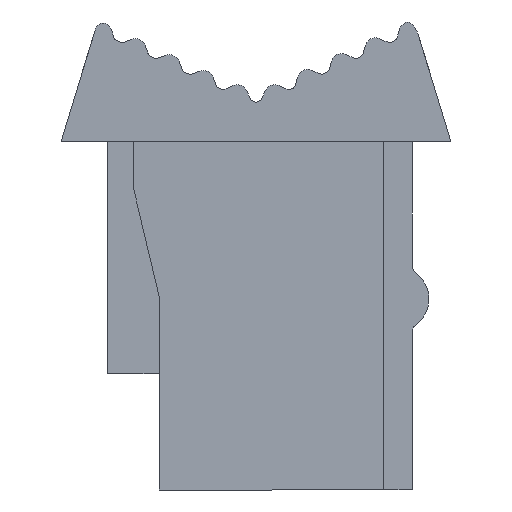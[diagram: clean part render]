
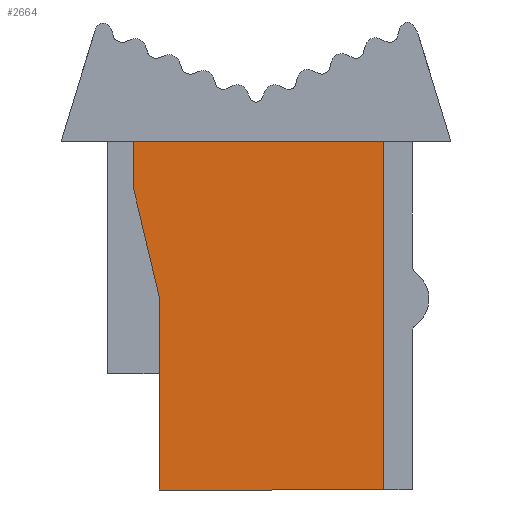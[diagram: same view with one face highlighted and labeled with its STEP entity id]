
A CAD part, left-side view. The second image highlights one B-rep face of the part: STEP entity #2664.
In plain terms, the highlighted planar face has unit normal (-1, 0, 0).
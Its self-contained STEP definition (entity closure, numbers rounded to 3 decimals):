
#2628=AXIS2_PLACEMENT_3D('Plane Axis2P3D',#2625,#2626,#2627) ;
#1965=CARTESIAN_POINT('Vertex',(0.65,12.3,13.5)) ;
#1968=CARTESIAN_POINT('Line Origine',(0.65,7.45,13.5)) ;
#1972=CARTESIAN_POINT('Vertex',(0.65,2.6,13.5)) ;
#2609=CARTESIAN_POINT('Vertex',(0.65,12.3,11.7)) ;
#2612=CARTESIAN_POINT('Line Origine',(0.65,12.3,12.6)) ;
#2625=CARTESIAN_POINT('Axis2P3D Location',(0.65,6.5,13.5)) ;
#2630=CARTESIAN_POINT('Line Origine',(0.65,2.6,6.75)) ;
#2634=CARTESIAN_POINT('Vertex',(0.65,2.6,0.)) ;
#2637=CARTESIAN_POINT('Line Origine',(0.65,11.8,9.6)) ;
#2641=CARTESIAN_POINT('Vertex',(0.65,11.3,7.5)) ;
#2644=CARTESIAN_POINT('Line Origine',(0.65,11.3,3.75)) ;
#2648=CARTESIAN_POINT('Vertex',(0.65,11.3,0.)) ;
#2651=CARTESIAN_POINT('Line Origine',(0.65,6.95,0.)) ;
#1969=DIRECTION('Vector Direction',(0.,-1.,0.)) ;
#2613=DIRECTION('Vector Direction',(0.,0.,-1.)) ;
#2626=DIRECTION('Axis2P3D Direction',(1.,0.,-0.)) ;
#2627=DIRECTION('Axis2P3D XDirection',(0.,0.,1.)) ;
#2631=DIRECTION('Vector Direction',(0.,0.,-1.)) ;
#2638=DIRECTION('Vector Direction',(0.,-0.232,-0.973)) ;
#2645=DIRECTION('Vector Direction',(0.,0.,1.)) ;
#2652=DIRECTION('Vector Direction',(0.,1.,0.)) ;
#1970=VECTOR('Line Direction',#1969,1.) ;
#2614=VECTOR('Line Direction',#2613,1.) ;
#2632=VECTOR('Line Direction',#2631,1.) ;
#2639=VECTOR('Line Direction',#2638,1.) ;
#2646=VECTOR('Line Direction',#2645,1.) ;
#2653=VECTOR('Line Direction',#2652,1.) ;
#2657=ORIENTED_EDGE('',*,*,#2636,.F.) ;
#2658=ORIENTED_EDGE('',*,*,#1974,.F.) ;
#2659=ORIENTED_EDGE('',*,*,#2616,.F.) ;
#2660=ORIENTED_EDGE('',*,*,#2643,.F.) ;
#2661=ORIENTED_EDGE('',*,*,#2650,.F.) ;
#2662=ORIENTED_EDGE('',*,*,#2655,.F.) ;
#2664=ADVANCED_FACE('66462_APGPC_4',(#2663),#2629,.F.) ;
#1974=EDGE_CURVE('',#1966,#1973,#1971,.T.) ;
#2616=EDGE_CURVE('',#2610,#1966,#2615,.F.) ;
#2636=EDGE_CURVE('',#1973,#2635,#2633,.T.) ;
#2643=EDGE_CURVE('',#2642,#2610,#2640,.F.) ;
#2650=EDGE_CURVE('',#2649,#2642,#2647,.T.) ;
#2655=EDGE_CURVE('',#2635,#2649,#2654,.T.) ;
#2656=EDGE_LOOP('',(#2657,#2658,#2659,#2660,#2661,#2662)) ;
#2663=FACE_OUTER_BOUND('',#2656,.T.) ;
#1971=LINE('Line',#1968,#1970) ;
#2615=LINE('Line',#2612,#2614) ;
#2633=LINE('Line',#2630,#2632) ;
#2640=LINE('Line',#2637,#2639) ;
#2647=LINE('Line',#2644,#2646) ;
#2654=LINE('Line',#2651,#2653) ;
#2629=PLANE('',#2628) ;
#1966=VERTEX_POINT('',#1965) ;
#1973=VERTEX_POINT('',#1972) ;
#2610=VERTEX_POINT('',#2609) ;
#2635=VERTEX_POINT('',#2634) ;
#2642=VERTEX_POINT('',#2641) ;
#2649=VERTEX_POINT('',#2648) ;
